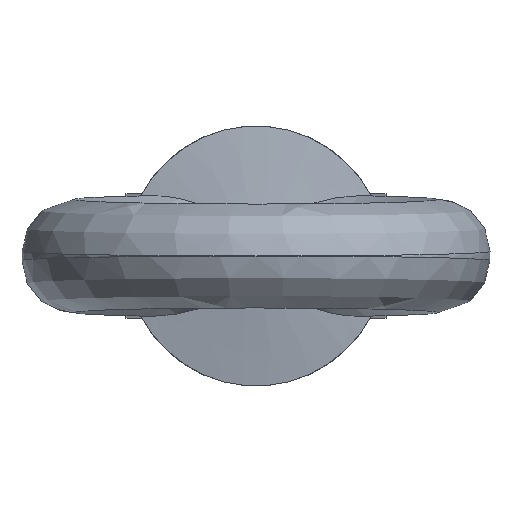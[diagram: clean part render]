
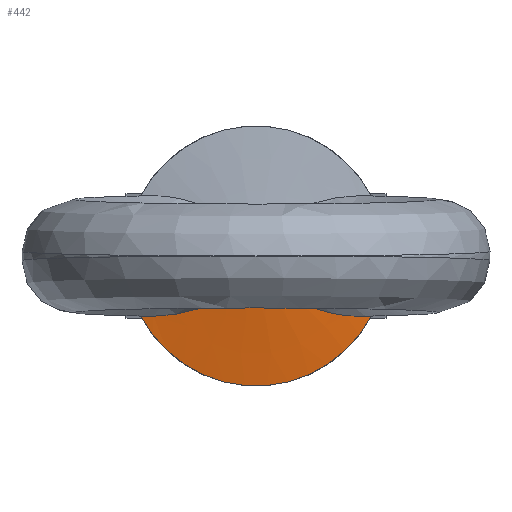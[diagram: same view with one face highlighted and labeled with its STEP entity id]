
A CAD part, left-side view. The second image highlights one B-rep face of the part: STEP entity #442.
In plain terms, the highlighted conical face has half-angle 81.527 degrees and reference radius 6.25 mm.
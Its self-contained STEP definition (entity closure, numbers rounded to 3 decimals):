
#24=B_SPLINE_CURVE_WITH_KNOTS('',3,(#752,#753,#754,#755,#756,#757,#758,
#759,#760,#761,#762,#763,#764,#765),.UNSPECIFIED.,.F.,.F.,(4,2,2,2,2,2,
4),(-1.456,-1.444,-1.43,-1.395,
-1.301,-0.571,0.),.UNSPECIFIED.);
#25=B_SPLINE_CURVE_WITH_KNOTS('',3,(#767,#768,#769,#770,#771,#772),
 .UNSPECIFIED.,.F.,.F.,(4,2,4),(13.318,13.318,13.318),
 .UNSPECIFIED.);
#26=B_SPLINE_CURVE_WITH_KNOTS('',3,(#774,#775,#776,#777,#778,#779,#780,
#781,#782,#783,#784,#785,#786,#787),.UNSPECIFIED.,.F.,.F.,(4,2,2,2,2,2,
4),(-0.721,-0.362,-0.143,-0.072,
-0.029,-0.012,0.),
 .UNSPECIFIED.);
#34=(
BOUNDED_CURVE()
B_SPLINE_CURVE(2,(#748,#749,#750),.UNSPECIFIED.,.F.,.F.)
B_SPLINE_CURVE_WITH_KNOTS((3,3),(2.163,2.224),
 .UNSPECIFIED.)
CURVE()
GEOMETRIC_REPRESENTATION_ITEM()
RATIONAL_B_SPLINE_CURVE((1.062,1.032,1.))
REPRESENTATION_ITEM('')
);
#35=(
BOUNDED_CURVE()
B_SPLINE_CURVE(2,(#788,#789,#790),.UNSPECIFIED.,.F.,.F.)
B_SPLINE_CURVE_WITH_KNOTS((3,3),(0.,0.061),.UNSPECIFIED.)
CURVE()
GEOMETRIC_REPRESENTATION_ITEM()
RATIONAL_B_SPLINE_CURVE((1.,1.032,1.062))
REPRESENTATION_ITEM('')
);
#83=FACE_OUTER_BOUND('',#110,.T.);
#110=EDGE_LOOP('',(#327,#328,#329,#330,#331,#332));
#178=CIRCLE('',#517,12.5);
#194=VERTEX_POINT('',#729);
#196=VERTEX_POINT('',#732);
#202=VERTEX_POINT('',#747);
#203=VERTEX_POINT('',#751);
#204=VERTEX_POINT('',#766);
#205=VERTEX_POINT('',#773);
#241=EDGE_CURVE('',#194,#196,#178,.T.);
#248=EDGE_CURVE('',#202,#194,#34,.T.);
#249=EDGE_CURVE('',#203,#202,#24,.T.);
#250=EDGE_CURVE('',#204,#203,#25,.T.);
#251=EDGE_CURVE('',#205,#204,#26,.T.);
#252=EDGE_CURVE('',#196,#205,#35,.T.);
#327=ORIENTED_EDGE('',*,*,#248,.F.);
#328=ORIENTED_EDGE('',*,*,#249,.F.);
#329=ORIENTED_EDGE('',*,*,#250,.F.);
#330=ORIENTED_EDGE('',*,*,#251,.F.);
#331=ORIENTED_EDGE('',*,*,#252,.F.);
#332=ORIENTED_EDGE('',*,*,#241,.F.);
#433=CONICAL_SURFACE('',#525,6.25,1.423);
#442=ADVANCED_FACE('',(#83),#433,.T.);
#517=AXIS2_PLACEMENT_3D('',#733,#599,#600);
#525=AXIS2_PLACEMENT_3D('',#746,#615,#616);
#599=DIRECTION('center_axis',(1.,0.,0.));
#600=DIRECTION('ref_axis',(0.,1.,0.));
#615=DIRECTION('center_axis',(1.,0.,0.));
#616=DIRECTION('ref_axis',(0.,1.,0.));
#729=CARTESIAN_POINT('',(-8.,-11.073,-5.8));
#732=CARTESIAN_POINT('',(-8.,11.073,-5.8));
#733=CARTESIAN_POINT('Origin',(-8.,0.,0.));
#746=CARTESIAN_POINT('Origin',(-8.931,0.,0.));
#747=CARTESIAN_POINT('',(-8.16,-9.849,-5.796));
#748=CARTESIAN_POINT('Ctrl Pts',(-8.16,-9.849,-5.796));
#749=CARTESIAN_POINT('Ctrl Pts',(-8.084,-10.434,-5.798));
#750=CARTESIAN_POINT('Ctrl Pts',(-8.,-11.073,-5.8));
#751=CARTESIAN_POINT('',(-9.37,-0.003,-3.303));
#752=CARTESIAN_POINT('Ctrl Pts',(-9.37,-0.003,
-3.303));
#753=CARTESIAN_POINT('Ctrl Pts',(-9.37,-0.021,
-3.303));
#754=CARTESIAN_POINT('Ctrl Pts',(-9.37,-0.04,
-3.303));
#755=CARTESIAN_POINT('Ctrl Pts',(-9.37,-0.079,
-3.304));
#756=CARTESIAN_POINT('Ctrl Pts',(-9.37,-0.1,
-3.305));
#757=CARTESIAN_POINT('Ctrl Pts',(-9.369,-0.173,-3.307));
#758=CARTESIAN_POINT('Ctrl Pts',(-9.368,-0.226,-3.31));
#759=CARTESIAN_POINT('Ctrl Pts',(-9.363,-0.419,-3.326));
#760=CARTESIAN_POINT('Ctrl Pts',(-9.357,-0.557,-3.346));
#761=CARTESIAN_POINT('Ctrl Pts',(-9.287,-1.77,-3.576));
#762=CARTESIAN_POINT('Ctrl Pts',(-9.094,-3.059,-4.227));
#763=CARTESIAN_POINT('Ctrl Pts',(-8.652,-6.186,-5.305));
#764=CARTESIAN_POINT('Ctrl Pts',(-8.402,-7.961,-5.79));
#765=CARTESIAN_POINT('Ctrl Pts',(-8.16,-9.849,-5.796));
#766=CARTESIAN_POINT('',(-9.37,0.003,-3.303));
#767=CARTESIAN_POINT('Ctrl Pts',(-9.37,0.003,
-3.303));
#768=CARTESIAN_POINT('Ctrl Pts',(-9.37,0.002,
-3.303));
#769=CARTESIAN_POINT('Ctrl Pts',(-9.37,0.001,
-3.303));
#770=CARTESIAN_POINT('Ctrl Pts',(-9.37,-0.001,
-3.303));
#771=CARTESIAN_POINT('Ctrl Pts',(-9.37,-0.002,
-3.303));
#772=CARTESIAN_POINT('Ctrl Pts',(-9.37,-0.003,
-3.303));
#773=CARTESIAN_POINT('',(-8.16,9.849,-5.796));
#774=CARTESIAN_POINT('Ctrl Pts',(-8.16,9.849,-5.796));
#775=CARTESIAN_POINT('Ctrl Pts',(-8.456,7.548,-5.789));
#776=CARTESIAN_POINT('Ctrl Pts',(-8.765,5.396,-5.07));
#777=CARTESIAN_POINT('Ctrl Pts',(-9.117,2.886,-4.114));
#778=CARTESIAN_POINT('Ctrl Pts',(-9.225,2.086,-3.771));
#779=CARTESIAN_POINT('Ctrl Pts',(-9.315,1.176,-3.484));
#780=CARTESIAN_POINT('Ctrl Pts',(-9.334,0.946,-3.42));
#781=CARTESIAN_POINT('Ctrl Pts',(-9.356,0.574,-3.348));
#782=CARTESIAN_POINT('Ctrl Pts',(-9.363,0.433,-3.328));
#783=CARTESIAN_POINT('Ctrl Pts',(-9.368,0.233,-3.311));
#784=CARTESIAN_POINT('Ctrl Pts',(-9.369,0.176,-3.307));
#785=CARTESIAN_POINT('Ctrl Pts',(-9.37,0.08,-3.304));
#786=CARTESIAN_POINT('Ctrl Pts',(-9.37,0.041,-3.303));
#787=CARTESIAN_POINT('Ctrl Pts',(-9.37,0.003,
-3.303));
#788=CARTESIAN_POINT('Ctrl Pts',(-8.,11.073,-5.8));
#789=CARTESIAN_POINT('Ctrl Pts',(-8.084,10.434,-5.798));
#790=CARTESIAN_POINT('Ctrl Pts',(-8.16,9.849,-5.796));
